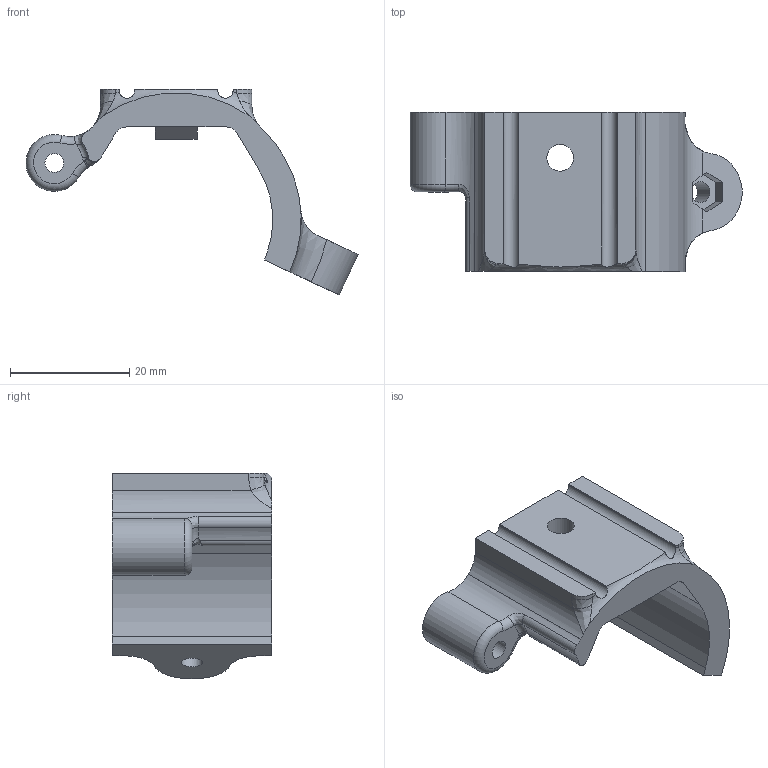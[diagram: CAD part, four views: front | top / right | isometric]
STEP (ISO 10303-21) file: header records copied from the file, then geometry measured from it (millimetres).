
FILE_DESCRIPTION(/* description */ ('STEP AP214'),/* implementation_level */ '2;1');
FILE_NAME(/* name */ '606fcd04250d74118a3c22c8',/* time_stamp */ '2021-04-09T03:41:57+00:00',/* author */ (''),/* organization */ (''),/* preprocessor_version */ 'ST-DEVELOPER v18.1',/* originating_system */ ' ',/* authorisation */ ' ');
FILE_SCHEMA (('AUTOMOTIVE_DESIGN {1 0 10303 214 3 1 1}'));
Length unit declared in the file: metre
Products named in the file (1): Light Clamp, Base
Bounding box: 55.67 x 26.67 x 34.51 mm (x, y, z)
Volume: 9361.9 mm3; surface area: 5159.6 mm2
Topology: 1 solids, 1 shells, 73 faces, 199 edges, 130 vertices
Faces by surface type: plane 33, cylinder 24, bspline 10, torus 6
Full cylindrical faces by diameter (mm): 3.175 x1, 3.5 x1, 4.5 x1, 10.16 x1
Entity records: 2505 total; most frequent: CARTESIAN_POINT 689, ORIENTED_EDGE 388, DIRECTION 350, EDGE_CURVE 194, VERTEX_POINT 129, AXIS2_PLACEMENT_3D 129, LINE 92, VECTOR 92
